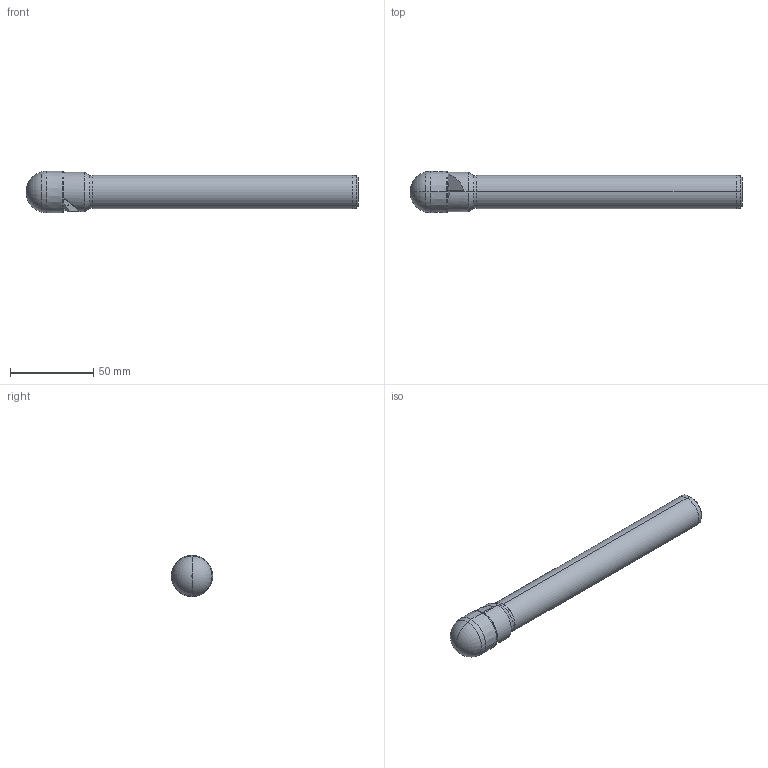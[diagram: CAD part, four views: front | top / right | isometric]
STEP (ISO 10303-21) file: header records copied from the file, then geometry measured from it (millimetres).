
FILE_DESCRIPTION (( 'STEP AP214' ), '1' );
FILE_NAME ('KF-25-K04-20-200.STEP', '2019-08-14T08:28:37', ( '' ), ( '' ), 'SwSTEP 2.0', 'SolidWorks 2019', '' );
FILE_SCHEMA (( 'AUTOMOTIVE_DESIGN' ));
Length unit declared in the file: millimetre
Products named in the file (1): KF-25-K04-20-200
Bounding box: 200 x 24.95 x 24.95 mm (x, y, z)
Volume: 63635.7 mm3; surface area: 16051.4 mm2
Topology: 1 solids, 1 shells, 97 faces, 232 edges, 141 vertices
Faces by surface type: cone 29, plane 29, cylinder 19, torus 16, bspline 4
Entity records: 3528 total; most frequent: CARTESIAN_POINT 1102, ORIENTED_EDGE 460, DIRECTION 441, EDGE_CURVE 230, AXIS2_PLACEMENT_3D 181, VERTEX_POINT 141, EDGE_LOOP 103, ADVANCED_FACE 97
